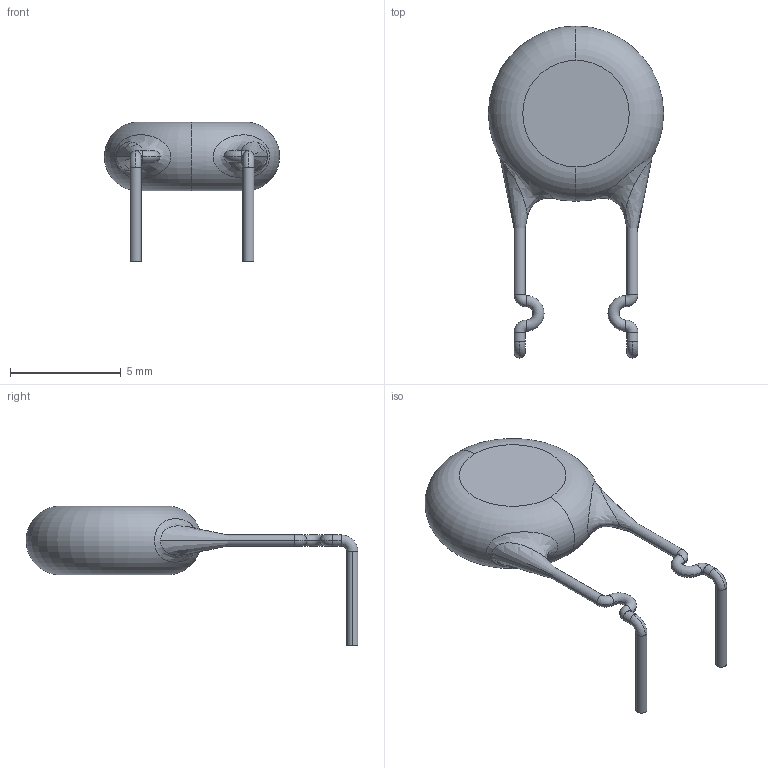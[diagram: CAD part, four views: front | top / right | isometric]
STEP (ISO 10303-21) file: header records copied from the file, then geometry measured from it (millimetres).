
FILE_DESCRIPTION((''),'2;1');
FILE_NAME('FUSR_BOURNS_MF-R_STYLE1-D7.9MM_h.stp','2013-06-24T11:54:58',(''),(''),'Mechanical Desktop 2011','Mechanical Desktop 2011',', , ');
FILE_SCHEMA(('AUTOMOTIVE_DESIGN { 1 2 10303 214 1 1 1 1 }'));
Length unit declared in the file: millimetre
Products named in the file (1): Product
Bounding box: 7.9 x 14.95 x 6.3 mm (x, y, z)
Volume: 138.2 mm3; surface area: 195.2 mm2
Topology: 5 solids, 5 shells, 46 faces, 98 edges, 60 vertices
Faces by surface type: torus 18, cylinder 12, plane 10, bspline 4, cone 2
Entity records: 2322 total; most frequent: CARTESIAN_POINT 1255, DIRECTION 246, ORIENTED_EDGE 188, AXIS2_PLACEMENT_3D 115, EDGE_CURVE 94, CIRCLE 72, VERTEX_POINT 60, EDGE_LOOP 48
